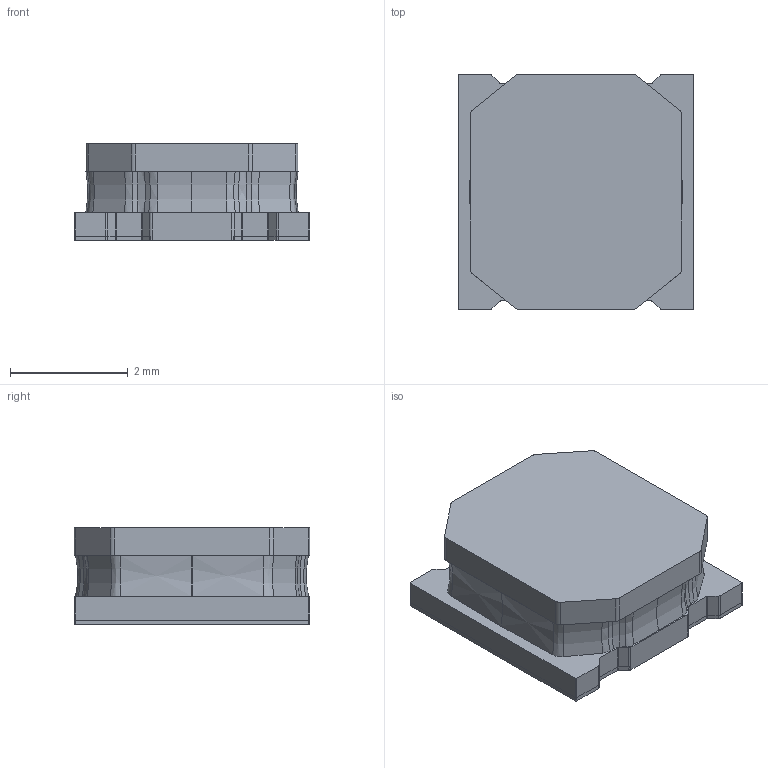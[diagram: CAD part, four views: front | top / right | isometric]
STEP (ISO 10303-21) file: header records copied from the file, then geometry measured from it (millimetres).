
FILE_DESCRIPTION(('FreeCAD Model'),'2;1');
FILE_NAME('Open CASCADE Shape Model','2025-11-30T15:51:15',(''),(''), 'Open CASCADE STEP processor 7.8','FreeCAD','Unknown');
FILE_SCHEMA(('AUTOMOTIVE_DESIGN { 1 0 10303 214 1 1 1 1 }'));
Length unit declared in the file: millimetre
Products named in the file (8): Assembly; TPI4018-SERIES(1R0)009; TPI4018-SERIES(1R0)003; TPI4018-SERIES(1R0)004; TPI4018-SERIES(1R0)005; TPI4018-SERIES(1R0)006; TPI4018-SERIES(1R0)007; TPI4018-SERIES(1R0)008
Assembly tree (7 placements, depth 3):
  Assembly
    TPI4018-SERIES(1R0)009
      TPI4018-SERIES(1R0)003
      TPI4018-SERIES(1R0)004
      TPI4018-SERIES(1R0)005
      TPI4018-SERIES(1R0)006
      TPI4018-SERIES(1R0)007
      TPI4018-SERIES(1R0)008
Bounding box: 4 x 4 x 1.64 mm (x, y, z)
Volume: 15.6 mm3; surface area: 112.3 mm2
Topology: 5 solids, 6 shells, 147 faces, 417 edges, 278 vertices
Faces by surface type: bspline 147
Entity records: 4544 total; most frequent: CARTESIAN_POINT 2138, ORIENTED_EDGE 758, EDGE_CURVE 417, VERTEX_POINT 278, B_SPLINE_CURVE_WITH_KNOTS 233, ADVANCED_FACE 147, FACE_BOUND 147, EDGE_LOOP 147
